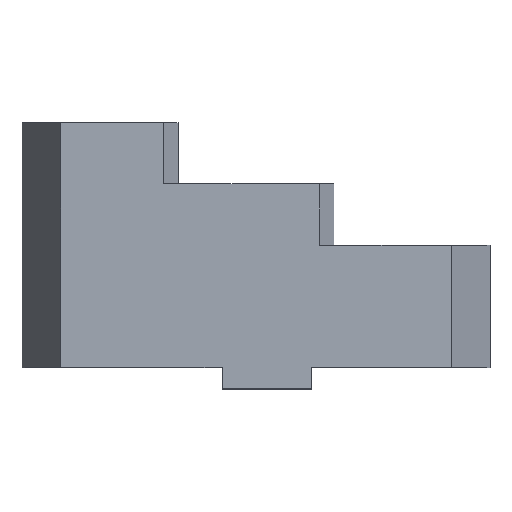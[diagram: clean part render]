
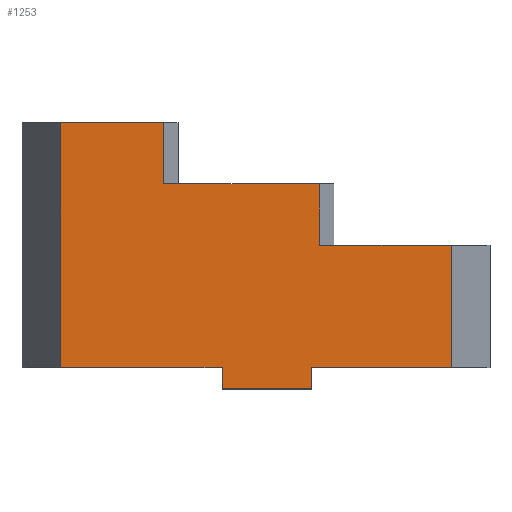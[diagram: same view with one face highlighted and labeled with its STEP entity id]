
A CAD part, top view. The second image highlights one B-rep face of the part: STEP entity #1253.
In plain terms, the highlighted planar face has unit normal (0, 0, 1).
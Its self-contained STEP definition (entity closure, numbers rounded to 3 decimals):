
#566=CARTESIAN_POINT('POINT41',(28.448,0.,14.224));
#567=VERTEX_POINT('VERTEX41',#566);
#574=CARTESIAN_POINT('POINT42',(5.475,0.,
   14.224));
#575=VERTEX_POINT('VERTEX42',#574);
#576=CARTESIAN_POINT('POS68',(5.475,0.,14.224
   ));
#577=DIRECTION('DIR103',(1.,0.,0.));
#578=VECTOR('VEC33',#577,25.4);
#579=LINE('STRAIGHT33',#576,#578);
#580=EDGE_CURVE('EDGE57',#575,#567,#579,.T.);
#597=CARTESIAN_POINT('POINT43',(5.475,34.798,
   14.224));
#598=VERTEX_POINT('VERTEX43',#597);
#599=CARTESIAN_POINT('POS71',(5.475,34.798,
   14.224));
#600=DIRECTION('DIR107',(0.,-1.,0.));
#601=VECTOR('VEC35',#600,25.4);
#602=LINE('STRAIGHT35',#599,#601);
#603=EDGE_CURVE('EDGE59',#598,#575,#602,.T.);
#648=CARTESIAN_POINT('POINT47',(20.13,34.798,
   14.224));
#649=VERTEX_POINT('VERTEX47',#648);
#650=CARTESIAN_POINT('POS77',(5.475,34.798,
   14.224));
#651=DIRECTION('DIR114',(1.,0.,0.));
#652=VECTOR('VEC40',#651,25.4);
#653=LINE('STRAIGHT40',#650,#652);
#654=EDGE_CURVE('EDGE64',#598,#649,#653,.T.);
#766=CARTESIAN_POINT('POINT55',(28.448,-3.048,14.224));
#767=VERTEX_POINT('VERTEX55',#766);
#774=CARTESIAN_POINT('POS92',(28.448,-3.048,14.224));
#775=DIRECTION('DIR136',(0.,1.,0.));
#776=VECTOR('VEC48',#775,25.4);
#777=LINE('STRAIGHT48',#774,#776);
#778=EDGE_CURVE('EDGE76',#767,#567,#777,.T.);
#798=CARTESIAN_POINT('POINT57',(41.123,-3.048,14.224));
#799=VERTEX_POINT('VERTEX57',#798);
#806=CARTESIAN_POINT('POS96',(28.448,-3.048,14.224));
#807=DIRECTION('DIR141',(1.,0.,0.));
#808=VECTOR('VEC51',#807,25.4);
#809=LINE('STRAIGHT51',#806,#808);
#810=EDGE_CURVE('EDGE79',#767,#799,#809,.T.);
#821=CARTESIAN_POINT('POINT58',(41.123,0.,14.224));
#822=VERTEX_POINT('VERTEX58',#821);
#829=CARTESIAN_POINT('POS99',(41.123,-3.048,14.224));
#830=DIRECTION('DIR145',(0.,1.,0.));
#831=VECTOR('VEC53',#830,25.4);
#832=LINE('STRAIGHT53',#829,#831);
#833=EDGE_CURVE('EDGE81',#799,#822,#832,.T.);
#990=CARTESIAN_POINT('POINT68',(61.073,0.,
   14.224));
#991=VERTEX_POINT('VERTEX68',#990);
#998=CARTESIAN_POINT('POS119',(41.123,0.,14.224));
#999=DIRECTION('DIR173',(1.,0.,0.));
#1000=VECTOR('VEC65',#999,25.4);
#1001=LINE('STRAIGHT65',#998,#1000);
#1002=EDGE_CURVE('EDGE97',#822,#991,#1001,.T.);
#1044=CARTESIAN_POINT('POINT71',(20.13,26.099,
   14.224));
#1045=VERTEX_POINT('VERTEX71',#1044);
#1046=CARTESIAN_POINT('POS124',(20.13,34.798,
   14.224));
#1047=DIRECTION('DIR182',(0.,-1.,0.));
#1048=VECTOR('VEC66',#1047,25.4);
#1049=LINE('STRAIGHT66',#1046,#1048);
#1050=EDGE_CURVE('EDGE100',#649,#1045,#1049,.T.);
#1208=ORIENTED_EDGE('COEDGE195',*,*,#654,.F.);
#1209=ORIENTED_EDGE('COEDGE196',*,*,#603,.T.);
#1210=ORIENTED_EDGE('COEDGE197',*,*,#580,.T.);
#1211=ORIENTED_EDGE('COEDGE198',*,*,#778,.F.);
#1212=ORIENTED_EDGE('COEDGE199',*,*,#810,.T.);
#1213=ORIENTED_EDGE('COEDGE200',*,*,#833,.T.);
#1214=ORIENTED_EDGE('COEDGE201',*,*,#1002,.T.);
#1215=CARTESIAN_POINT('POINT78',(61.073,17.399,
   14.224));
#1216=VERTEX_POINT('VERTEX78',#1215);
#1217=CARTESIAN_POINT('POS144',(61.073,0.,
   14.224));
#1218=DIRECTION('DIR212',(0.,1.,0.));
#1219=VECTOR('VEC76',#1218,25.4);
#1220=LINE('STRAIGHT76',#1217,#1219);
#1221=EDGE_CURVE('EDGE114',#991,#1216,#1220,.T.);
#1222=ORIENTED_EDGE('COEDGE202',*,*,#1221,.T.);
#1223=CARTESIAN_POINT('POINT79',(42.312,17.399,
   14.224));
#1224=VERTEX_POINT('VERTEX79',#1223);
#1225=CARTESIAN_POINT('POS145',(61.073,17.399,
   14.224));
#1226=DIRECTION('DIR213',(-1.,0.,0.));
#1227=VECTOR('VEC77',#1226,25.4);
#1228=LINE('STRAIGHT77',#1225,#1227);
#1229=EDGE_CURVE('EDGE115',#1216,#1224,#1228,.T.);
#1230=ORIENTED_EDGE('COEDGE203',*,*,#1229,.T.);
#1231=CARTESIAN_POINT('POINT80',(42.312,26.099,
   14.224));
#1232=VERTEX_POINT('VERTEX80',#1231);
#1233=CARTESIAN_POINT('POS146',(42.312,26.099,
   14.224));
#1234=DIRECTION('DIR214',(0.,-1.,0.));
#1235=VECTOR('VEC78',#1234,25.4);
#1236=LINE('STRAIGHT78',#1233,#1235);
#1237=EDGE_CURVE('EDGE116',#1232,#1224,#1236,.T.);
#1238=ORIENTED_EDGE('COEDGE204',*,*,#1237,.F.);
#1239=CARTESIAN_POINT('POS147',(42.312,26.099,
   14.224));
#1240=DIRECTION('DIR215',(-1.,0.,0.));
#1241=VECTOR('VEC79',#1240,25.4);
#1242=LINE('STRAIGHT79',#1239,#1241);
#1243=EDGE_CURVE('EDGE117',#1232,#1045,#1242,.T.);
#1244=ORIENTED_EDGE('COEDGE205',*,*,#1243,.T.);
#1245=ORIENTED_EDGE('COEDGE206',*,*,#1050,.F.);
#1246=EDGE_LOOP('NONE',(#1208,#1209,#1210,#1211,#1212,#1213,#1214,#1222,
   #1230,#1238,#1244,#1245));
#1247=FACE_BOUND('LOOP1',#1246,.T.);
#1248=CARTESIAN_POINT('POS148',(0.,34.798,14.224));
#1249=DIRECTION('DIR216',(0.,0.,1.));
#1250=DIRECTION('DIR217',(1.,0.,0.));
#1251=AXIS2_PLACEMENT_3D('AXIS69',#1248,#1249,#1250);
#1252=PLANE('PLANE25',#1251);
#1253=ADVANCED_FACE('FACE35',(#1247),#1252,.T.);
